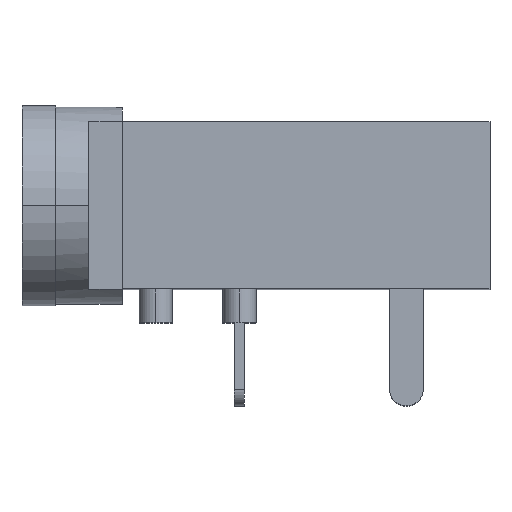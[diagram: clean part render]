
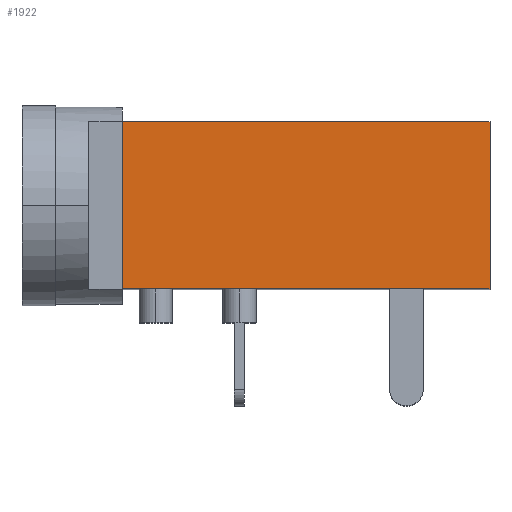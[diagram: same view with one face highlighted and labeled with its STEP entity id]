
A CAD part, top view. The second image highlights one B-rep face of the part: STEP entity #1922.
In plain terms, the highlighted planar face has unit normal (0, 0, 1).
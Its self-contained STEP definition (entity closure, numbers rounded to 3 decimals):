
#50 = EDGE_CURVE ( 'NONE', #448, #1255, #879, .T. ) ;
#101 = LINE ( 'NONE', #1312, #150 ) ;
#150 = VECTOR ( 'NONE', #1947, 1000. ) ;
#162 = DIRECTION ( 'NONE',  ( -1., 0., 0. ) ) ;
#198 = DIRECTION ( 'NONE',  ( 1., 0., 0. ) ) ;
#334 = CARTESIAN_POINT ( 'NONE',  ( -6.5, 5., 6. ) ) ;
#337 = CARTESIAN_POINT ( 'NONE',  ( 7.5, 0., 6. ) ) ;
#377 = CARTESIAN_POINT ( 'NONE',  ( -6.5, 5., 6. ) ) ;
#448 = VERTEX_POINT ( 'NONE', #1056 ) ;
#485 = LINE ( 'NONE', #1343, #1624 ) ;
#504 = VERTEX_POINT ( 'NONE', #1361 ) ;
#612 = VECTOR ( 'NONE', #198, 1000. ) ;
#618 = EDGE_LOOP ( 'NONE', ( #1377, #2065, #1107, #1150 ) ) ;
#683 = LINE ( 'NONE', #377, #612 ) ;
#721 = EDGE_CURVE ( 'NONE', #504, #807, #683, .T. ) ;
#807 = VERTEX_POINT ( 'NONE', #1622 ) ;
#879 = LINE ( 'NONE', #2001, #1885 ) ;
#928 = EDGE_CURVE ( 'NONE', #448, #504, #101, .T. ) ;
#993 = AXIS2_PLACEMENT_3D ( 'NONE', #334, #1432, #162 ) ;
#999 = EDGE_CURVE ( 'NONE', #807, #1255, #485, .T. ) ;
#1056 = CARTESIAN_POINT ( 'NONE',  ( -3.5, 0., 6. ) ) ;
#1107 = ORIENTED_EDGE ( 'NONE', *, *, #50, .T. ) ;
#1150 = ORIENTED_EDGE ( 'NONE', *, *, #999, .F. ) ;
#1255 = VERTEX_POINT ( 'NONE', #337 ) ;
#1270 = PLANE ( 'NONE',  #993 ) ;
#1312 = CARTESIAN_POINT ( 'NONE',  ( -3.5, 5., 6. ) ) ;
#1343 = CARTESIAN_POINT ( 'NONE',  ( 7.5, 5., 6. ) ) ;
#1361 = CARTESIAN_POINT ( 'NONE',  ( -3.5, 5., 6. ) ) ;
#1377 = ORIENTED_EDGE ( 'NONE', *, *, #721, .F. ) ;
#1432 = DIRECTION ( 'NONE',  ( 0., 0., -1. ) ) ;
#1521 = FACE_OUTER_BOUND ( 'NONE', #618, .T. ) ;
#1622 = CARTESIAN_POINT ( 'NONE',  ( 7.5, 5., 6. ) ) ;
#1624 = VECTOR ( 'NONE', #1694, 1000. ) ;
#1656 = DIRECTION ( 'NONE',  ( 1., 0., 0. ) ) ;
#1694 = DIRECTION ( 'NONE',  ( 0., -1., 0. ) ) ;
#1885 = VECTOR ( 'NONE', #1656, 1000. ) ;
#1922 = ADVANCED_FACE ( 'NONE', ( #1521 ), #1270, .F. ) ;
#1947 = DIRECTION ( 'NONE',  ( 0., 1., 0. ) ) ;
#2001 = CARTESIAN_POINT ( 'NONE',  ( -6.5, 0., 6. ) ) ;
#2065 = ORIENTED_EDGE ( 'NONE', *, *, #928, .F. ) ;
